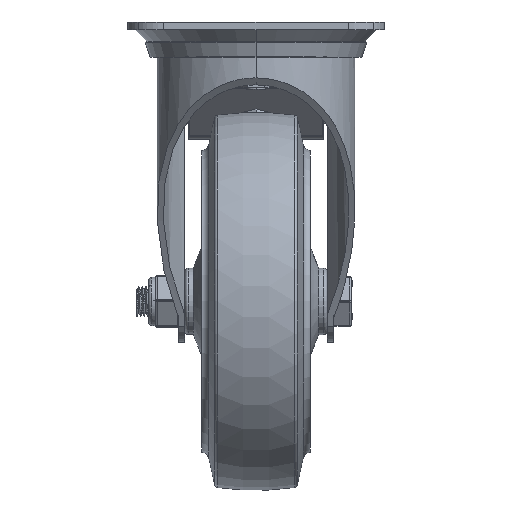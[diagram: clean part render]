
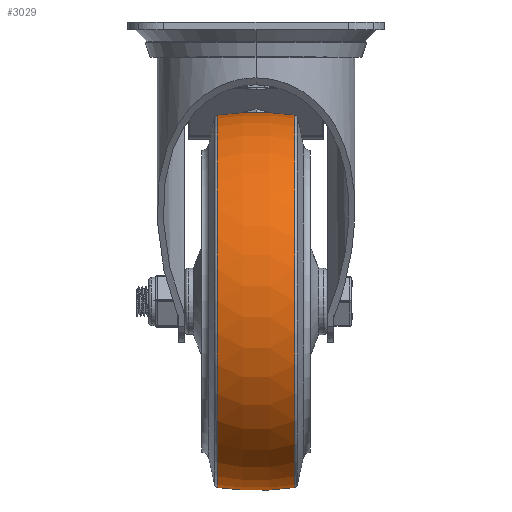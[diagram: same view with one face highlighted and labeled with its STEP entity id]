
A CAD part, left-side view. The second image highlights one B-rep face of the part: STEP entity #3029.
In plain terms, the highlighted toroidal (fillet/blend) face has major radius 29.125 mm and minor radius 91.625 mm.
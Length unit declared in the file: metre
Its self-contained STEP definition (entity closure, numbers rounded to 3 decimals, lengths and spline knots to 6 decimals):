
#3029=ADVANCED_FACE('',(#5004),#5005,.T.);
#5004=FACE_OUTER_BOUND('',#9266,.T.);
#5005=TOROIDAL_SURFACE('',#9267,-0.029125,0.091625);
#9266=EDGE_LOOP('',(#23465,#23466,#23467,#23468));
#9267=AXIS2_PLACEMENT_3D('',#23469,#23470,#23471);
#23465=ORIENTED_EDGE('',*,*,#32191,.T.);
#23466=ORIENTED_EDGE('',*,*,#32214,.F.);
#23467=ORIENTED_EDGE('',*,*,#32193,.T.);
#23468=ORIENTED_EDGE('',*,*,#32213,.T.);
#23469=CARTESIAN_POINT('',(0.,0.,0.));
#23470=DIRECTION('',(0.,1.0,0.));
#23471=DIRECTION('',(0.0,0.,1.0));
#32191=EDGE_CURVE('',#36405,#36400,#36406,.T.);
#32193=EDGE_CURVE('',#36402,#36407,#36409,.T.);
#32213=EDGE_CURVE('',#36407,#36405,#36440,.T.);
#32214=EDGE_CURVE('',#36402,#36400,#36441,.T.);
#36400=VERTEX_POINT('',#43385);
#36402=VERTEX_POINT('',#43387);
#36405=VERTEX_POINT('',#43390);
#36406=CIRCLE('',#43391,0.091625);
#36407=VERTEX_POINT('',#43392);
#36409=CIRCLE('',#43394,0.091625);
#36440=CIRCLE('',#43495,0.0616);
#36441=CIRCLE('',#43496,0.0616);
#43385=CARTESIAN_POINT('',(0.,0.01281,0.0616));
#43387=CARTESIAN_POINT('',(0.,0.01281,-0.0616));
#43390=CARTESIAN_POINT('',(0.,-0.01281,0.0616));
#43391=AXIS2_PLACEMENT_3D('',#56273,#56274,#56275);
#43392=CARTESIAN_POINT('',(0.,-0.01281,-0.0616));
#43394=AXIS2_PLACEMENT_3D('',#56279,#56280,#56281);
#43495=AXIS2_PLACEMENT_3D('',#56322,#56323,#56324);
#43496=AXIS2_PLACEMENT_3D('',#56325,#56326,#56327);
#56273=CARTESIAN_POINT('',(0.,0.,-0.029125));
#56274=DIRECTION('',(-1.0,0.,0.));
#56275=DIRECTION('',(0.,0.,1.0));
#56279=CARTESIAN_POINT('',(0.,0.,0.029125));
#56280=DIRECTION('',(-1.0,0.,0.));
#56281=DIRECTION('',(0.,0.,-1.0));
#56322=CARTESIAN_POINT('',(0.,-0.01281,0.));
#56323=DIRECTION('',(0.,1.0,0.));
#56324=DIRECTION('',(0.,0.,1.0));
#56325=CARTESIAN_POINT('',(0.,0.01281,0.));
#56326=DIRECTION('',(0.,1.0,0.));
#56327=DIRECTION('',(0.,0.,1.0));
